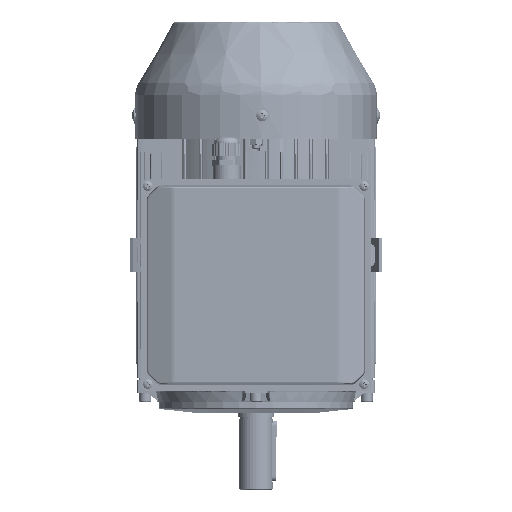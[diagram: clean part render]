
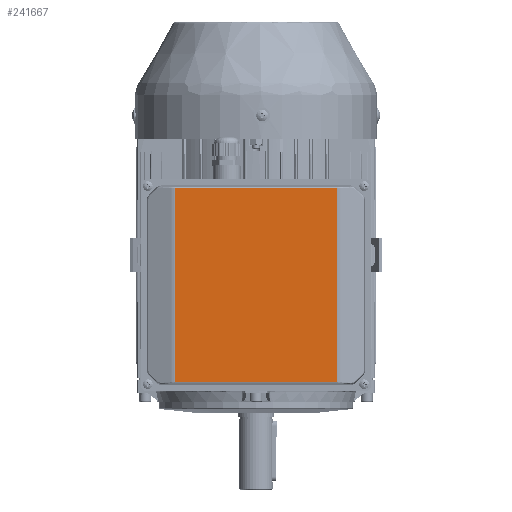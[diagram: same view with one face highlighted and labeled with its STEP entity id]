
A CAD part, top view. The second image highlights one B-rep face of the part: STEP entity #241667.
In plain terms, the highlighted planar face has unit normal (0, 0, 1).
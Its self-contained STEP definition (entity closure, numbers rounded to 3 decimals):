
#14430 = DIRECTION ( 'NONE',  ( 0., 1., 0. ) ) ;
#16380 = ORIENTED_EDGE ( 'NONE', *, *, #121799, .T. ) ;
#17410 = VERTEX_POINT ( 'NONE', #185961 ) ;
#37335 = LINE ( 'NONE', #140696, #222292 ) ;
#39304 = LINE ( 'NONE', #77567, #156783 ) ;
#40761 = EDGE_CURVE ( 'NONE', #17410, #233213, #39304, .T. ) ;
#42959 = CARTESIAN_POINT ( 'NONE',  ( 90.5, 83., 68. ) ) ;
#74189 = EDGE_CURVE ( 'NONE', #148147, #78283, #37335, .T. ) ;
#74710 = EDGE_CURVE ( 'NONE', #78283, #17410, #172148, .T. ) ;
#77567 = CARTESIAN_POINT ( 'NONE',  ( 90.5, -79.807, 68. ) ) ;
#78283 = VERTEX_POINT ( 'NONE', #117580 ) ;
#84378 = ORIENTED_EDGE ( 'NONE', *, *, #74189, .T. ) ;
#98794 = FACE_OUTER_BOUND ( 'NONE', #157492, .T. ) ;
#101860 = VECTOR ( 'NONE', #142531, 1000. ) ;
#117580 = CARTESIAN_POINT ( 'NONE',  ( -66.363, 79.807, 68. ) ) ;
#117692 = DIRECTION ( 'NONE',  ( 1., 0., 0. ) ) ;
#121799 = EDGE_CURVE ( 'NONE', #233213, #148147, #229058, .T. ) ;
#140696 = CARTESIAN_POINT ( 'NONE',  ( 90.5, 79.807, 68. ) ) ;
#142531 = DIRECTION ( 'NONE',  ( 0., -1., 0. ) ) ;
#148147 = VERTEX_POINT ( 'NONE', #182392 ) ;
#156783 = VECTOR ( 'NONE', #177498, 1000. ) ;
#157492 = EDGE_LOOP ( 'NONE', ( #16380, #84378, #197347, #232153 ) ) ;
#160341 = DIRECTION ( 'NONE',  ( -1., 0., 0. ) ) ;
#172148 = LINE ( 'NONE', #217083, #101860 ) ;
#177498 = DIRECTION ( 'NONE',  ( 1., 0., 0. ) ) ;
#180043 = CARTESIAN_POINT ( 'NONE',  ( 66.363, 83., 68. ) ) ;
#182392 = CARTESIAN_POINT ( 'NONE',  ( 66.363, 79.807, 68. ) ) ;
#185961 = CARTESIAN_POINT ( 'NONE',  ( -66.363, -79.807, 68. ) ) ;
#193007 = DIRECTION ( 'NONE',  ( 0., 0., 1. ) ) ;
#194618 = PLANE ( 'NONE',  #195322 ) ;
#195322 = AXIS2_PLACEMENT_3D ( 'NONE', #42959, #193007, #117692 ) ;
#197347 = ORIENTED_EDGE ( 'NONE', *, *, #74710, .T. ) ;
#203619 = CARTESIAN_POINT ( 'NONE',  ( 66.363, -79.807, 68. ) ) ;
#217083 = CARTESIAN_POINT ( 'NONE',  ( -66.363, 83., 68. ) ) ;
#217253 = VECTOR ( 'NONE', #14430, 1000. ) ;
#222292 = VECTOR ( 'NONE', #160341, 1000. ) ;
#229058 = LINE ( 'NONE', #180043, #217253 ) ;
#232153 = ORIENTED_EDGE ( 'NONE', *, *, #40761, .T. ) ;
#233213 = VERTEX_POINT ( 'NONE', #203619 ) ;
#241667 = ADVANCED_FACE ( 'NONE', ( #98794 ), #194618, .T. ) ;
